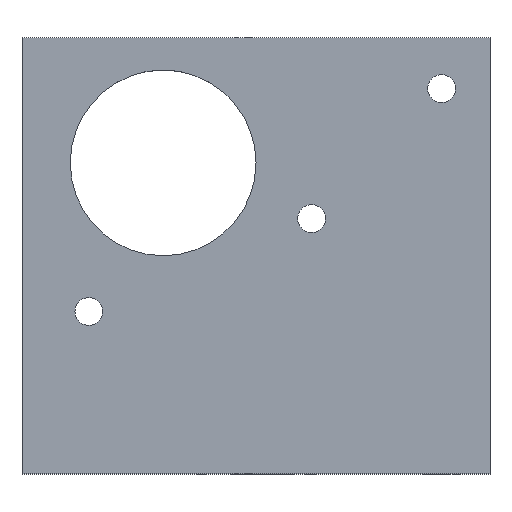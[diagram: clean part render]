
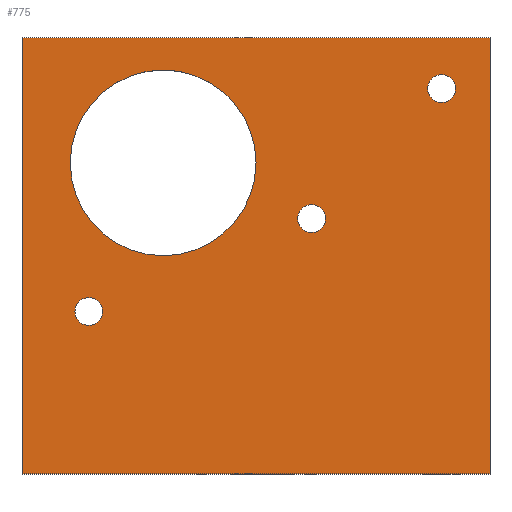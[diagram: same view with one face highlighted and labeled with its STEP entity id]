
A CAD part, top view. The second image highlights one B-rep face of the part: STEP entity #775.
In plain terms, the highlighted planar face has unit normal (0, 0, 1).
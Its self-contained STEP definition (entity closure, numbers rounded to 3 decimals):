
#52=FACE_BOUND('',#192,.T.);
#53=FACE_BOUND('',#193,.T.);
#54=FACE_BOUND('',#194,.T.);
#55=FACE_BOUND('',#195,.T.);
#74=PLANE('',#871);
#114=FACE_OUTER_BOUND('',#191,.T.);
#191=EDGE_LOOP('',(#707,#708,#709,#710));
#192=EDGE_LOOP('',(#711));
#193=EDGE_LOOP('',(#712));
#194=EDGE_LOOP('',(#713));
#195=EDGE_LOOP('',(#714));
#229=LINE('',#1213,#286);
#232=LINE('',#1218,#289);
#233=LINE('',#1221,#290);
#243=LINE('',#1250,#300);
#286=VECTOR('',#991,10.);
#289=VECTOR('',#996,10.);
#290=VECTOR('',#999,10.);
#300=VECTOR('',#1029,10.);
#327=CIRCLE('',#820,7.5);
#329=CIRCLE('',#823,7.5);
#331=CIRCLE('',#826,7.5);
#332=CIRCLE('',#828,50.);
#377=VERTEX_POINT('',#1171);
#379=VERTEX_POINT('',#1177);
#381=VERTEX_POINT('',#1183);
#382=VERTEX_POINT('',#1187);
#392=VERTEX_POINT('',#1210);
#393=VERTEX_POINT('',#1212);
#394=VERTEX_POINT('',#1216);
#395=VERTEX_POINT('',#1220);
#456=EDGE_CURVE('',#377,#377,#327,.T.);
#459=EDGE_CURVE('',#379,#379,#329,.T.);
#462=EDGE_CURVE('',#381,#381,#331,.T.);
#463=EDGE_CURVE('',#382,#382,#332,.T.);
#475=EDGE_CURVE('',#393,#392,#229,.T.);
#478=EDGE_CURVE('',#392,#394,#232,.T.);
#479=EDGE_CURVE('',#395,#393,#233,.T.);
#494=EDGE_CURVE('',#394,#395,#243,.T.);
#707=ORIENTED_EDGE('',*,*,#475,.T.);
#708=ORIENTED_EDGE('',*,*,#478,.T.);
#709=ORIENTED_EDGE('',*,*,#494,.T.);
#710=ORIENTED_EDGE('',*,*,#479,.T.);
#711=ORIENTED_EDGE('',*,*,#456,.T.);
#712=ORIENTED_EDGE('',*,*,#459,.T.);
#713=ORIENTED_EDGE('',*,*,#462,.T.);
#714=ORIENTED_EDGE('',*,*,#463,.T.);
#775=ADVANCED_FACE('',(#114,#52,#53,#54,#55),#74,.T.);
#820=AXIS2_PLACEMENT_3D('',#1173,#955,#956);
#823=AXIS2_PLACEMENT_3D('',#1179,#962,#963);
#826=AXIS2_PLACEMENT_3D('',#1185,#969,#970);
#828=AXIS2_PLACEMENT_3D('',#1188,#973,#974);
#871=AXIS2_PLACEMENT_3D('',#1300,#1093,#1094);
#955=DIRECTION('center_axis',(0.,0.,-1.));
#956=DIRECTION('ref_axis',(-1.,0.,0.));
#962=DIRECTION('center_axis',(0.,0.,-1.));
#963=DIRECTION('ref_axis',(-1.,0.,0.));
#969=DIRECTION('center_axis',(0.,0.,-1.));
#970=DIRECTION('ref_axis',(-1.,0.,0.));
#973=DIRECTION('center_axis',(0.,0.,-1.));
#974=DIRECTION('ref_axis',(-1.,0.,0.));
#991=DIRECTION('',(-1.,0.,0.));
#996=DIRECTION('',(0.,-1.,0.));
#999=DIRECTION('',(0.,1.,0.));
#1029=DIRECTION('',(1.,0.,0.));
#1093=DIRECTION('center_axis',(0.,0.,1.));
#1094=DIRECTION('ref_axis',(1.,0.,0.));
#1171=CARTESIAN_POINT('',(612.5,20.,160.));
#1173=CARTESIAN_POINT('Origin',(605.,20.,160.));
#1177=CARTESIAN_POINT('',(492.5,-30.,160.));
#1179=CARTESIAN_POINT('Origin',(485.,-30.,160.));
#1183=CARTESIAN_POINT('',(682.5,90.,160.));
#1185=CARTESIAN_POINT('Origin',(675.,90.,160.));
#1187=CARTESIAN_POINT('',(575.,50.,160.));
#1188=CARTESIAN_POINT('Origin',(525.,50.,160.));
#1210=CARTESIAN_POINT('',(449.,117.5,160.));
#1212=CARTESIAN_POINT('',(701.,117.5,160.));
#1213=CARTESIAN_POINT('',(449.,117.5,160.));
#1216=CARTESIAN_POINT('',(449.,-117.5,160.));
#1218=CARTESIAN_POINT('',(449.,-117.5,160.));
#1220=CARTESIAN_POINT('',(701.,-117.5,160.));
#1221=CARTESIAN_POINT('',(701.,117.5,160.));
#1250=CARTESIAN_POINT('',(701.,-117.5,160.));
#1300=CARTESIAN_POINT('Origin',(575.,0.,160.));
